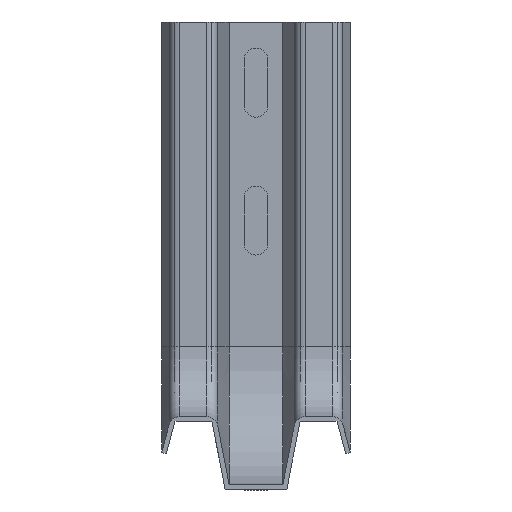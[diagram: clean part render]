
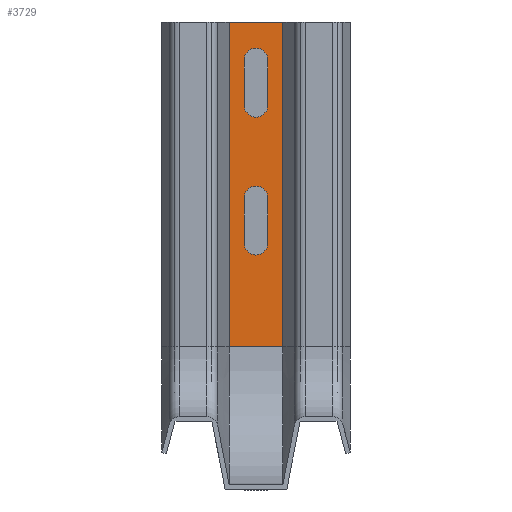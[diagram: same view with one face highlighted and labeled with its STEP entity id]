
A CAD part, front view. The second image highlights one B-rep face of the part: STEP entity #3729.
In plain terms, the highlighted planar face has unit normal (0, -1, 0).
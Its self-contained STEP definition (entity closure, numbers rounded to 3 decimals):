
#235=FACE_OUTER_BOUND('',#409,.T.);
#409=EDGE_LOOP('',(#3313,#3314,#3315,#3316));
#825=LINE('',#5833,#1273);
#852=LINE('',#5913,#1300);
#981=LINE('',#6164,#1429);
#983=LINE('',#6167,#1431);
#1273=VECTOR('',#4652,1.);
#1300=VECTOR('',#4743,1.);
#1429=VECTOR('',#5012,1.);
#1431=VECTOR('',#5016,1.);
#1744=VERTEX_POINT('',#5830);
#1745=VERTEX_POINT('',#5832);
#1766=VERTEX_POINT('',#5911);
#1818=VERTEX_POINT('',#6163);
#2190=EDGE_CURVE('',#1744,#1745,#825,.T.);
#2232=EDGE_CURVE('',#1766,#1744,#852,.T.);
#2362=EDGE_CURVE('',#1818,#1745,#981,.T.);
#2364=EDGE_CURVE('',#1766,#1818,#983,.T.);
#3313=ORIENTED_EDGE('',*,*,#2364,.T.);
#3314=ORIENTED_EDGE('',*,*,#2362,.T.);
#3315=ORIENTED_EDGE('',*,*,#2190,.F.);
#3316=ORIENTED_EDGE('',*,*,#2232,.F.);
#3568=PLANE('',#4037);
#3729=ADVANCED_FACE('',(#235),#3568,.T.);
#4037=AXIS2_PLACEMENT_3D('',#6166,#5014,#5015);
#4652=DIRECTION('',(1.,0.,0.));
#4743=DIRECTION('',(0.,0.,1.));
#5012=DIRECTION('',(0.,0.,1.));
#5014=DIRECTION('center_axis',(0.,-1.,0.));
#5015=DIRECTION('ref_axis',(1.,0.,0.));
#5016=DIRECTION('',(1.,0.,0.));
#5830=CARTESIAN_POINT('',(297.036,231.787,84.85));
#5832=CARTESIAN_POINT('',(316.509,231.787,84.85));
#5833=CARTESIAN_POINT('',(297.036,231.787,84.85));
#5911=CARTESIAN_POINT('',(297.036,231.787,-32.9));
#5913=CARTESIAN_POINT('',(297.036,231.787,-32.9));
#6163=CARTESIAN_POINT('',(316.509,231.787,-32.9));
#6164=CARTESIAN_POINT('',(316.509,231.787,-32.9));
#6166=CARTESIAN_POINT('Origin',(297.036,231.787,-32.9));
#6167=CARTESIAN_POINT('',(297.036,231.787,-32.9));
